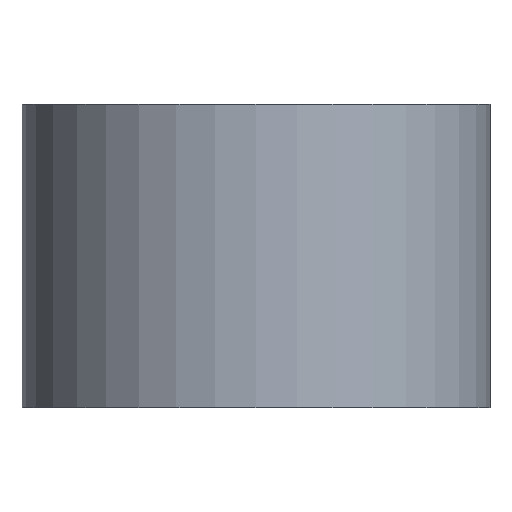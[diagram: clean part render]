
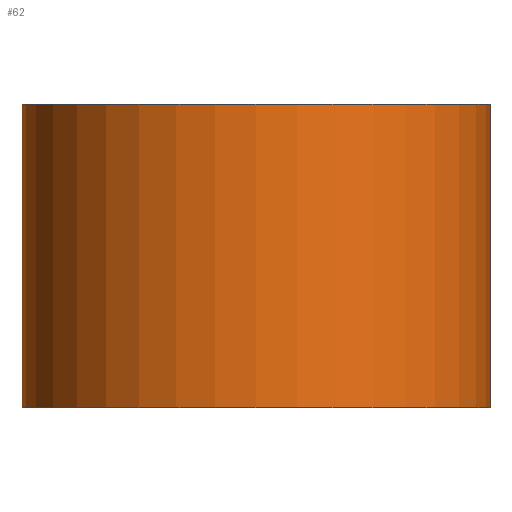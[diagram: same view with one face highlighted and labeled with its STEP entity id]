
A CAD part, front view. The second image highlights one B-rep face of the part: STEP entity #62.
In plain terms, the highlighted cylindrical face has radius 14.707 mm (diameter 29.413 mm), a partial arc.
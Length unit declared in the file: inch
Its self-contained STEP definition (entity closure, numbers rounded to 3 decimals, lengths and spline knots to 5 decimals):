
#10 = VERTEX_POINT ( 'NONE', #304 ) ;
#57 = DIRECTION ( 'NONE',  ( -1., 0., 0. ) ) ;
#62 = ADVANCED_FACE ( 'NONE', ( #259 ), #246, .T. ) ;
#64 = CARTESIAN_POINT ( 'NONE',  ( 0.531, -1.562, 0.375 ) ) ;
#67 = DIRECTION ( 'NONE',  ( 0., 0., -1. ) ) ;
#68 = DIRECTION ( 'NONE',  ( 1., 0., 0. ) ) ;
#74 = EDGE_CURVE ( 'NONE', #512, #10, #491, .T. ) ;
#81 = CARTESIAN_POINT ( 'NONE',  ( -0.048, -1.562, -0.375 ) ) ;
#88 = DIRECTION ( 'NONE',  ( 0., 0., -1. ) ) ;
#92 = CARTESIAN_POINT ( 'NONE',  ( -0.048, -1.562, 0.375 ) ) ;
#95 = EDGE_CURVE ( 'NONE', #512, #114, #241, .T. ) ;
#107 = CARTESIAN_POINT ( 'NONE',  ( 0.531, -1.562, 0.375 ) ) ;
#108 = AXIS2_PLACEMENT_3D ( 'NONE', #334, #88, #389 ) ;
#114 = VERTEX_POINT ( 'NONE', #190 ) ;
#119 = ORIENTED_EDGE ( 'NONE', *, *, #74, .F. ) ;
#146 = DIRECTION ( 'NONE',  ( 0., 0., -1. ) ) ;
#152 = DIRECTION ( 'NONE',  ( 0., 0., -1. ) ) ;
#185 = VERTEX_POINT ( 'NONE', #81 ) ;
#190 = CARTESIAN_POINT ( 'NONE',  ( -0.048, -1.562, 0.375 ) ) ;
#241 = CIRCLE ( 'NONE', #303, 0.579 ) ;
#246 = CYLINDRICAL_SURFACE ( 'NONE', #380, 0.579 ) ;
#259 = FACE_OUTER_BOUND ( 'NONE', #525, .T. ) ;
#261 = EDGE_CURVE ( 'NONE', #114, #185, #468, .T. ) ;
#292 = CARTESIAN_POINT ( 'NONE',  ( 0.531, -0.983, 0.375 ) ) ;
#303 = AXIS2_PLACEMENT_3D ( 'NONE', #64, #67, #68 ) ;
#304 = CARTESIAN_POINT ( 'NONE',  ( 0.531, -0.983, -0.375 ) ) ;
#318 = ORIENTED_EDGE ( 'NONE', *, *, #95, .T. ) ;
#330 = VECTOR ( 'NONE', #146, 39.37008 ) ;
#334 = CARTESIAN_POINT ( 'NONE',  ( 0.531, -1.562, -0.375 ) ) ;
#342 = VECTOR ( 'NONE', #410, 39.37008 ) ;
#380 = AXIS2_PLACEMENT_3D ( 'NONE', #107, #152, #57 ) ;
#389 = DIRECTION ( 'NONE',  ( 1., 0., 0. ) ) ;
#410 = DIRECTION ( 'NONE',  ( 0., 0., -1. ) ) ;
#412 = ORIENTED_EDGE ( 'NONE', *, *, #261, .T. ) ;
#448 = EDGE_CURVE ( 'NONE', #10, #185, #511, .T. ) ;
#458 = ORIENTED_EDGE ( 'NONE', *, *, #448, .F. ) ;
#468 = LINE ( 'NONE', #92, #330 ) ;
#491 = LINE ( 'NONE', #542, #342 ) ;
#511 = CIRCLE ( 'NONE', #108, 0.579 ) ;
#512 = VERTEX_POINT ( 'NONE', #292 ) ;
#525 = EDGE_LOOP ( 'NONE', ( #458, #119, #318, #412 ) ) ;
#542 = CARTESIAN_POINT ( 'NONE',  ( 0.531, -0.983, 0.375 ) ) ;
